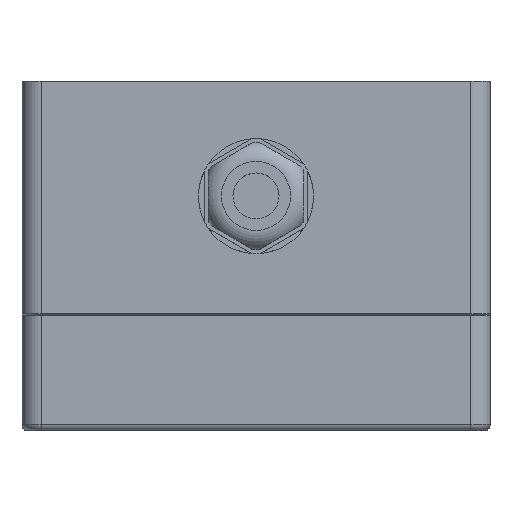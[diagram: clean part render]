
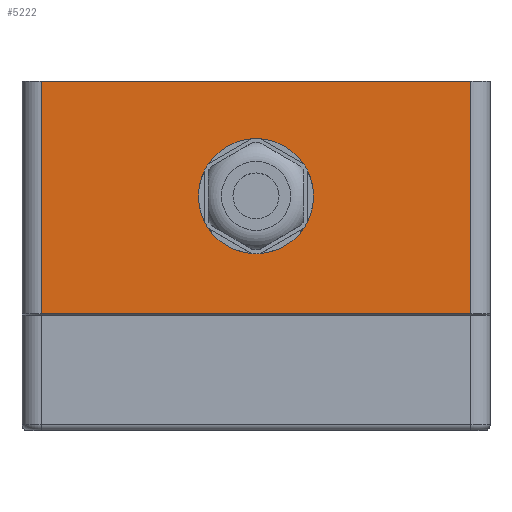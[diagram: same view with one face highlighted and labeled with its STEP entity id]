
A CAD part, top view. The second image highlights one B-rep face of the part: STEP entity #5222.
In plain terms, the highlighted planar face has unit normal (0, 0, 1).
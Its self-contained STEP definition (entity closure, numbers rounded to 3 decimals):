
#3245=CARTESIAN_POINT('',(15.0,31.,60.0));
#3246=VERTEX_POINT('',#3245);
#3247=CARTESIAN_POINT('',(0.0,31.,60.0));
#3248=DIRECTION('',(0.0,0.0,-1.0));
#3249=DIRECTION('',(1.0,0.0,0.0));
#3250=AXIS2_PLACEMENT_3D('',#3247,#3248,#3249);
#3251=CIRCLE('',#3250,15.0);
#3252=EDGE_CURVE('',#3246,#3246,#3251,.T.);
#4924=CARTESIAN_POINT('',(56.,0.289,60.0));
#4925=VERTEX_POINT('',#4924);
#4932=CARTESIAN_POINT('',(-56.,0.289,60.0));
#4933=VERTEX_POINT('',#4932);
#4934=CARTESIAN_POINT('',(56.,0.289,60.0));
#4935=DIRECTION('',(-1.0,0.0,0.0));
#4936=VECTOR('',#4935,112.);
#4937=LINE('',#4934,#4936);
#4938=EDGE_CURVE('',#4925,#4933,#4937,.T.);
#5177=CARTESIAN_POINT('',(-56.,61.,60.0));
#5178=VERTEX_POINT('',#5177);
#5179=CARTESIAN_POINT('',(-56.,0.289,60.0));
#5180=DIRECTION('',(0.0,1.0,0.0));
#5181=VECTOR('',#5180,60.711);
#5182=LINE('',#5179,#5181);
#5183=EDGE_CURVE('',#4933,#5178,#5182,.T.);
#5196=CARTESIAN_POINT('',(56.,0.0,60.0));
#5197=DIRECTION('',(0.0,0.0,1.0));
#5198=DIRECTION('',(1.0,0.0,0.0));
#5199=AXIS2_PLACEMENT_3D('',#5196,#5197,#5198);
#5200=PLANE('',#5199);
#5201=ORIENTED_EDGE('',*,*,#4938,.F.);
#5202=CARTESIAN_POINT('',(56.,61.,60.0));
#5203=VERTEX_POINT('',#5202);
#5204=CARTESIAN_POINT('',(56.,0.289,60.0));
#5205=DIRECTION('',(0.0,1.0,0.0));
#5206=VECTOR('',#5205,60.711);
#5207=LINE('',#5204,#5206);
#5208=EDGE_CURVE('',#4925,#5203,#5207,.T.);
#5209=ORIENTED_EDGE('',*,*,#5208,.T.);
#5210=CARTESIAN_POINT('',(56.,61.,60.0));
#5211=DIRECTION('',(-1.0,0.0,0.0));
#5212=VECTOR('',#5211,112.);
#5213=LINE('',#5210,#5212);
#5214=EDGE_CURVE('',#5203,#5178,#5213,.T.);
#5215=ORIENTED_EDGE('',*,*,#5214,.T.);
#5216=ORIENTED_EDGE('',*,*,#5183,.F.);
#5217=EDGE_LOOP('',(#5201,#5209,#5215,#5216));
#5218=FACE_OUTER_BOUND('',#5217,.T.);
#5219=ORIENTED_EDGE('',*,*,#3252,.T.);
#5220=EDGE_LOOP('',(#5219));
#5221=FACE_BOUND('',#5220,.T.);
#5222=ADVANCED_FACE('',(#5218,#5221),#5200,.T.);
